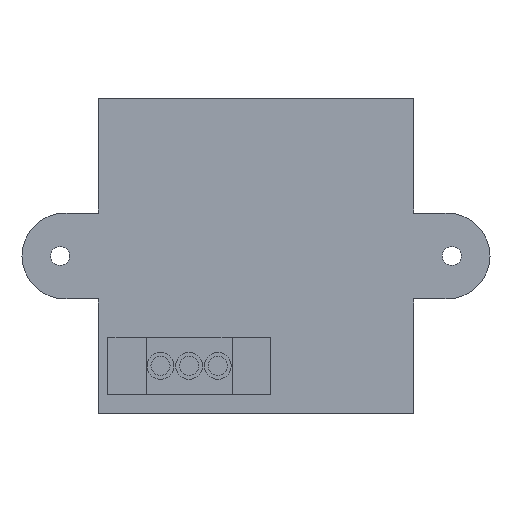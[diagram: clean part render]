
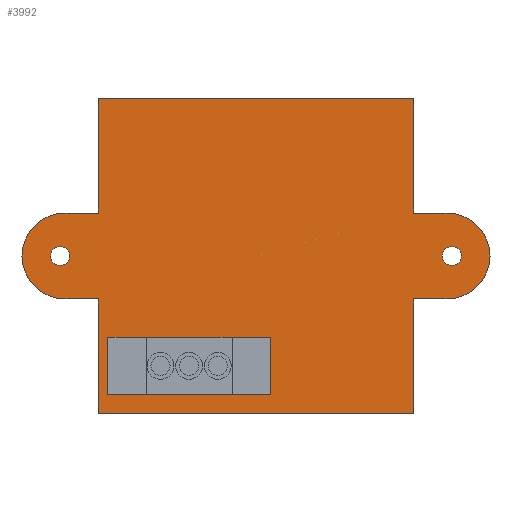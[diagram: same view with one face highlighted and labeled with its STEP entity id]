
A CAD part, front view. The second image highlights one B-rep face of the part: STEP entity #3992.
In plain terms, the highlighted planar face has unit normal (0, -1, 0).
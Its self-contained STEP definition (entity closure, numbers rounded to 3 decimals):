
#35=FACE_BOUND('',#477,.T.);
#36=FACE_BOUND('',#478,.T.);
#64=PLANE('',#4355);
#243=FACE_OUTER_BOUND('',#476,.T.);
#476=EDGE_LOOP('',(#3214,#3215,#3216,#3217,#3218,#3219,#3220,#3221,#3222,
#3223,#3224,#3225));
#477=EDGE_LOOP('',(#3226));
#478=EDGE_LOOP('',(#3227));
#690=CIRCLE('',#4334,0.5);
#692=CIRCLE('',#4337,0.5);
#695=CIRCLE('',#4341,2.25);
#697=CIRCLE('',#4349,2.25);
#1059=LINE('',#13420,#1307);
#1062=LINE('',#13426,#1310);
#1065=LINE('',#13432,#1313);
#1068=LINE('',#13438,#1316);
#1071=LINE('',#13444,#1319);
#1075=LINE('',#13456,#1323);
#1078=LINE('',#13462,#1326);
#1081=LINE('',#13468,#1329);
#1084=LINE('',#13474,#1332);
#1087=LINE('',#13478,#1335);
#1307=VECTOR('',#5061,10.);
#1310=VECTOR('',#5066,10.);
#1313=VECTOR('',#5071,10.);
#1316=VECTOR('',#5076,10.);
#1319=VECTOR('',#5081,10.);
#1323=VECTOR('',#5093,10.);
#1326=VECTOR('',#5098,10.);
#1329=VECTOR('',#5103,10.);
#1332=VECTOR('',#5108,10.);
#1335=VECTOR('',#5113,10.);
#1674=VERTEX_POINT('',#13396);
#1676=VERTEX_POINT('',#13402);
#1680=VERTEX_POINT('',#13411);
#1681=VERTEX_POINT('',#13413);
#1683=VERTEX_POINT('',#13419);
#1685=VERTEX_POINT('',#13425);
#1687=VERTEX_POINT('',#13431);
#1689=VERTEX_POINT('',#13437);
#1691=VERTEX_POINT('',#13443);
#1693=VERTEX_POINT('',#13449);
#1695=VERTEX_POINT('',#13455);
#1697=VERTEX_POINT('',#13461);
#1699=VERTEX_POINT('',#13467);
#1701=VERTEX_POINT('',#13473);
#2198=EDGE_CURVE('',#1674,#1674,#690,.T.);
#2201=EDGE_CURVE('',#1676,#1676,#692,.T.);
#2206=EDGE_CURVE('',#1681,#1680,#695,.T.);
#2209=EDGE_CURVE('',#1683,#1681,#1059,.T.);
#2212=EDGE_CURVE('',#1685,#1683,#1062,.T.);
#2215=EDGE_CURVE('',#1687,#1685,#1065,.T.);
#2218=EDGE_CURVE('',#1689,#1687,#1068,.T.);
#2221=EDGE_CURVE('',#1691,#1689,#1071,.T.);
#2224=EDGE_CURVE('',#1693,#1691,#697,.T.);
#2227=EDGE_CURVE('',#1695,#1693,#1075,.T.);
#2230=EDGE_CURVE('',#1697,#1695,#1078,.T.);
#2233=EDGE_CURVE('',#1699,#1697,#1081,.T.);
#2236=EDGE_CURVE('',#1701,#1699,#1084,.T.);
#2239=EDGE_CURVE('',#1680,#1701,#1087,.T.);
#3214=ORIENTED_EDGE('',*,*,#2239,.T.);
#3215=ORIENTED_EDGE('',*,*,#2236,.T.);
#3216=ORIENTED_EDGE('',*,*,#2233,.T.);
#3217=ORIENTED_EDGE('',*,*,#2230,.T.);
#3218=ORIENTED_EDGE('',*,*,#2227,.T.);
#3219=ORIENTED_EDGE('',*,*,#2224,.T.);
#3220=ORIENTED_EDGE('',*,*,#2221,.T.);
#3221=ORIENTED_EDGE('',*,*,#2218,.T.);
#3222=ORIENTED_EDGE('',*,*,#2215,.T.);
#3223=ORIENTED_EDGE('',*,*,#2212,.T.);
#3224=ORIENTED_EDGE('',*,*,#2209,.T.);
#3225=ORIENTED_EDGE('',*,*,#2206,.T.);
#3226=ORIENTED_EDGE('',*,*,#2201,.T.);
#3227=ORIENTED_EDGE('',*,*,#2198,.T.);
#3992=ADVANCED_FACE('',(#243,#35,#36),#64,.T.);
#4334=AXIS2_PLACEMENT_3D('',#13397,#5038,#5039);
#4337=AXIS2_PLACEMENT_3D('',#13403,#5045,#5046);
#4341=AXIS2_PLACEMENT_3D('',#13414,#5055,#5056);
#4349=AXIS2_PLACEMENT_3D('',#13450,#5087,#5088);
#4355=AXIS2_PLACEMENT_3D('',#13479,#5114,#5115);
#5038=DIRECTION('center_axis',(0.,1.,0.));
#5039=DIRECTION('ref_axis',(1.,0.,0.));
#5045=DIRECTION('center_axis',(0.,1.,0.));
#5046=DIRECTION('ref_axis',(1.,0.,0.));
#5055=DIRECTION('center_axis',(0.,-1.,0.));
#5056=DIRECTION('ref_axis',(0.,0.,1.));
#5061=DIRECTION('',(-1.,0.,0.));
#5066=DIRECTION('',(0.,0.,-1.));
#5071=DIRECTION('',(-1.,0.,0.));
#5076=DIRECTION('',(0.,0.,1.));
#5081=DIRECTION('',(-1.,0.,0.));
#5087=DIRECTION('center_axis',(0.,-1.,0.));
#5088=DIRECTION('ref_axis',(0.,0.,-1.));
#5093=DIRECTION('',(1.,0.,0.));
#5098=DIRECTION('',(0.,0.,1.));
#5103=DIRECTION('',(1.,0.,0.));
#5108=DIRECTION('',(0.,0.,-1.));
#5113=DIRECTION('',(1.,0.,0.));
#5114=DIRECTION('center_axis',(0.,-1.,0.));
#5115=DIRECTION('ref_axis',(1.,0.,0.));
#13396=CARTESIAN_POINT('',(-10.75,-1.,0.));
#13397=CARTESIAN_POINT('Origin',(-10.25,-1.,0.));
#13402=CARTESIAN_POINT('',(9.75,-1.,0.));
#13403=CARTESIAN_POINT('Origin',(10.25,-1.,0.));
#13411=CARTESIAN_POINT('',(-10.,-1.,-2.25));
#13413=CARTESIAN_POINT('',(-10.,-1.,2.25));
#13414=CARTESIAN_POINT('Origin',(-10.,-1.,0.));
#13419=CARTESIAN_POINT('',(-8.25,-1.,2.25));
#13420=CARTESIAN_POINT('',(-8.25,-1.,2.25));
#13425=CARTESIAN_POINT('',(-8.25,-1.,8.25));
#13426=CARTESIAN_POINT('',(-8.25,-1.,8.25));
#13431=CARTESIAN_POINT('',(8.25,-1.,8.25));
#13432=CARTESIAN_POINT('',(8.25,-1.,8.25));
#13437=CARTESIAN_POINT('',(8.25,-1.,2.25));
#13438=CARTESIAN_POINT('',(8.25,-1.,-8.25));
#13443=CARTESIAN_POINT('',(10.,-1.,2.25));
#13444=CARTESIAN_POINT('',(10.,-1.,2.25));
#13449=CARTESIAN_POINT('',(10.,-1.,-2.25));
#13450=CARTESIAN_POINT('Origin',(10.,-1.,0.));
#13455=CARTESIAN_POINT('',(8.25,-1.,-2.25));
#13456=CARTESIAN_POINT('',(8.25,-1.,-2.25));
#13461=CARTESIAN_POINT('',(8.25,-1.,-8.25));
#13462=CARTESIAN_POINT('',(8.25,-1.,-8.25));
#13467=CARTESIAN_POINT('',(-8.25,-1.,-8.25));
#13468=CARTESIAN_POINT('',(-8.25,-1.,-8.25));
#13473=CARTESIAN_POINT('',(-8.25,-1.,-2.25));
#13474=CARTESIAN_POINT('',(-8.25,-1.,8.25));
#13478=CARTESIAN_POINT('',(-10.,-1.,-2.25));
#13479=CARTESIAN_POINT('Origin',(0.,-1.,0.));
